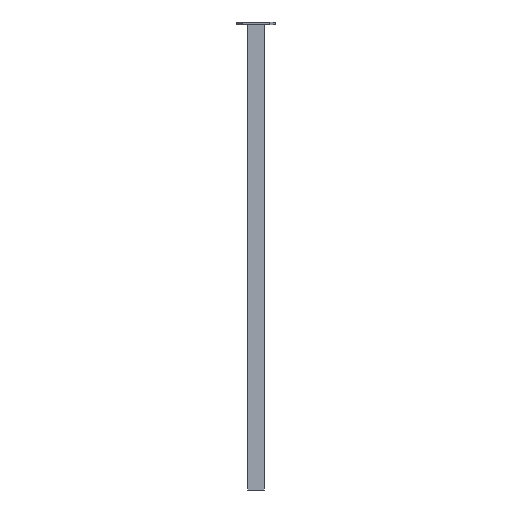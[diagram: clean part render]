
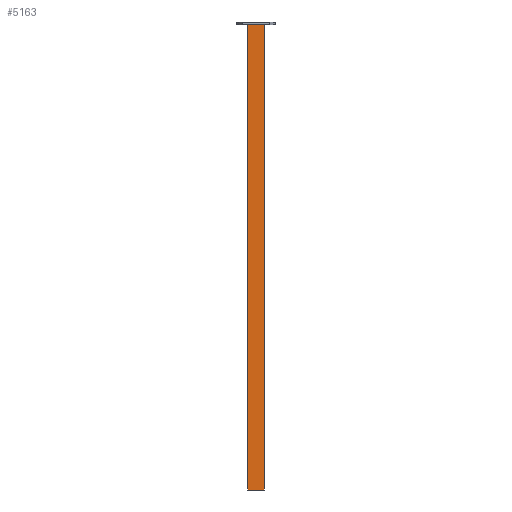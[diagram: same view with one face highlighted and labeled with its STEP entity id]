
A CAD part, front view. The second image highlights one B-rep face of the part: STEP entity #5163.
In plain terms, the highlighted planar face has unit normal (0, -1, 0).
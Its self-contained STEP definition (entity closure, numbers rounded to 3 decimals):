
#29 = EDGE_LOOP ( 'NONE', ( #130, #127, #104, #105 ) ) ;
#104 = ORIENTED_EDGE ( 'NONE', *, *, #1089, .F. ) ;
#105 = ORIENTED_EDGE ( 'NONE', *, *, #1093, .T. ) ;
#127 = ORIENTED_EDGE ( 'NONE', *, *, #252, .F. ) ;
#130 = ORIENTED_EDGE ( 'NONE', *, *, #1090, .T. ) ;
#252 = EDGE_CURVE ( 'NONE', #3471, #3429, #1689, .T. ) ;
#401 = CARTESIAN_POINT ( 'NONE',  ( 21., -40., 1196. ) ) ;
#408 = PLANE ( 'NONE',  #1449 ) ;
#409 = DIRECTION ( 'NONE',  ( 0., 1., 0. ) ) ;
#410 = DIRECTION ( 'NONE',  ( -1., 0., 0. ) ) ;
#1089 = EDGE_CURVE ( 'NONE', #3490, #3471, #2256, .T. ) ;
#1090 = EDGE_CURVE ( 'NONE', #3546, #3429, #2258, .T. ) ;
#1093 = EDGE_CURVE ( 'NONE', #3490, #3546, #2264, .T. ) ;
#1449 = AXIS2_PLACEMENT_3D ( 'NONE', #401, #409, #410 ) ;
#1689 = LINE ( 'NONE', #5237, #1694 ) ;
#1694 = VECTOR ( 'NONE', #5301, 1000. ) ;
#2256 = LINE ( 'NONE', #3067, #2259 ) ;
#2258 = LINE ( 'NONE', #3069, #2261 ) ;
#2259 = VECTOR ( 'NONE', #3068, 1000. ) ;
#2261 = VECTOR ( 'NONE', #3071, 1000. ) ;
#2264 = LINE ( 'NONE', #3075, #2267 ) ;
#2267 = VECTOR ( 'NONE', #3076, 1000. ) ;
#2628 = FACE_OUTER_BOUND ( 'NONE', #29, .T. ) ;
#3067 = CARTESIAN_POINT ( 'NONE',  ( 21., -40., 1196. ) ) ;
#3068 = DIRECTION ( 'NONE',  ( 1., 0., 0. ) ) ;
#3069 = CARTESIAN_POINT ( 'NONE',  ( 21., -40., 0. ) ) ;
#3071 = DIRECTION ( 'NONE',  ( 1., 0., 0. ) ) ;
#3075 = CARTESIAN_POINT ( 'NONE',  ( -21., -40., 1196. ) ) ;
#3076 = DIRECTION ( 'NONE',  ( 0., 0., -1. ) ) ;
#3334 = CARTESIAN_POINT ( 'NONE',  ( 21., -40., 0. ) ) ;
#3369 = CARTESIAN_POINT ( 'NONE',  ( 21., -40., 1196. ) ) ;
#3388 = CARTESIAN_POINT ( 'NONE',  ( -21., -40., 1196. ) ) ;
#3429 = VERTEX_POINT ( 'NONE', #3334 ) ;
#3471 = VERTEX_POINT ( 'NONE', #3369 ) ;
#3490 = VERTEX_POINT ( 'NONE', #3388 ) ;
#3546 = VERTEX_POINT ( 'NONE', #4475 ) ;
#4475 = CARTESIAN_POINT ( 'NONE',  ( -21., -40., 0. ) ) ;
#5163 = ADVANCED_FACE ( 'NONE', ( #2628 ), #408, .F. ) ;
#5237 = CARTESIAN_POINT ( 'NONE',  ( 21., -40., 1196. ) ) ;
#5301 = DIRECTION ( 'NONE',  ( 0., 0., -1. ) ) ;
